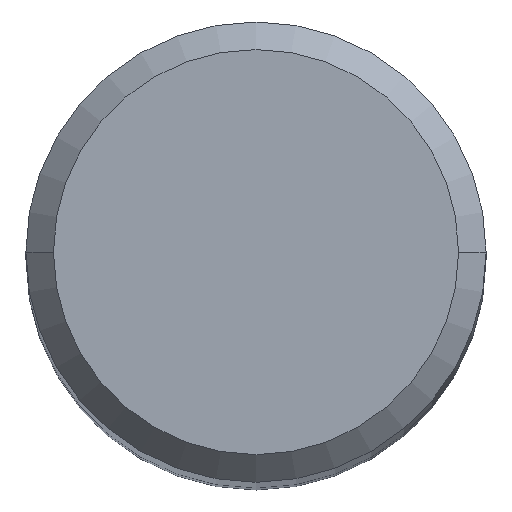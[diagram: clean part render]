
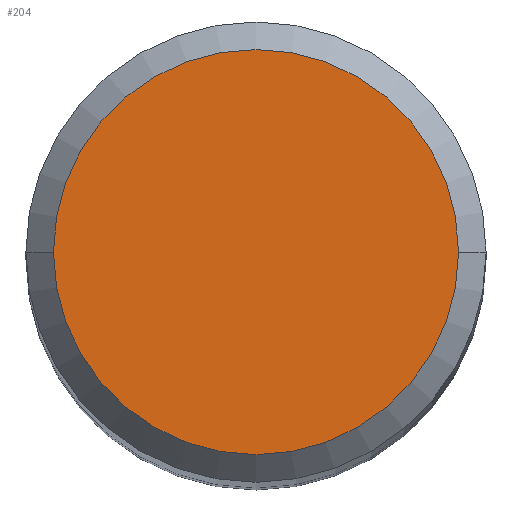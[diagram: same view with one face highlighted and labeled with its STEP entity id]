
A CAD part, top view. The second image highlights one B-rep face of the part: STEP entity #204.
In plain terms, the highlighted planar face has unit normal (0, 0, 1).
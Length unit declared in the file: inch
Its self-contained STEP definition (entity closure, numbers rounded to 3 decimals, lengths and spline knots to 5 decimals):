
#19 = PLANE ( 'NONE',  #333 ) ;
#23 = CIRCLE ( 'NONE', #94, 0.11 ) ;
#34 = VERTEX_POINT ( 'NONE', #260 ) ;
#43 = DIRECTION ( 'NONE',  ( 1., 0., 0. ) ) ;
#69 = DIRECTION ( 'NONE',  ( 0., 0., 1. ) ) ;
#94 = AXIS2_PLACEMENT_3D ( 'NONE', #96, #215, #235 ) ;
#96 = CARTESIAN_POINT ( 'NONE',  ( 0., 0., 2.5 ) ) ;
#105 = AXIS2_PLACEMENT_3D ( 'NONE', #340, #69, #43 ) ;
#118 = EDGE_CURVE ( 'NONE', #226, #34, #23, .T. ) ;
#122 = EDGE_CURVE ( 'NONE', #34, #226, #288, .T. ) ;
#160 = ORIENTED_EDGE ( 'NONE', *, *, #118, .T. ) ;
#186 = CARTESIAN_POINT ( 'NONE',  ( 0., 0., 2.5 ) ) ;
#204 = ADVANCED_FACE ( 'NONE', ( #264 ), #19, .T. ) ;
#215 = DIRECTION ( 'NONE',  ( 0., 0., 1. ) ) ;
#226 = VERTEX_POINT ( 'NONE', #247 ) ;
#235 = DIRECTION ( 'NONE',  ( 1., 0., 0. ) ) ;
#236 = DIRECTION ( 'NONE',  ( 0., 0., 1. ) ) ;
#247 = CARTESIAN_POINT ( 'NONE',  ( 0.11, 0., 2.5 ) ) ;
#253 = ORIENTED_EDGE ( 'NONE', *, *, #122, .T. ) ;
#260 = CARTESIAN_POINT ( 'NONE',  ( -0.11, 0., 2.5 ) ) ;
#264 = FACE_OUTER_BOUND ( 'NONE', #276, .T. ) ;
#276 = EDGE_LOOP ( 'NONE', ( #253, #160 ) ) ;
#288 = CIRCLE ( 'NONE', #105, 0.11 ) ;
#333 = AXIS2_PLACEMENT_3D ( 'NONE', #186, #236, #341 ) ;
#340 = CARTESIAN_POINT ( 'NONE',  ( 0., 0., 2.5 ) ) ;
#341 = DIRECTION ( 'NONE',  ( 1., 0., 0. ) ) ;
